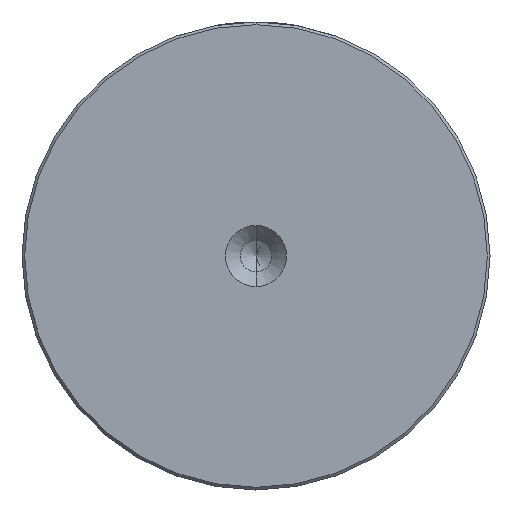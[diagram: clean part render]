
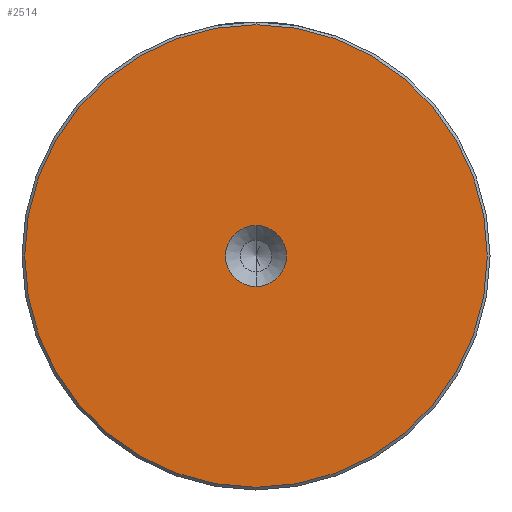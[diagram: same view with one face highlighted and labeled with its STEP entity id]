
A CAD part, left-side view. The second image highlights one B-rep face of the part: STEP entity #2514.
In plain terms, the highlighted planar face has unit normal (-1, 0, 0).
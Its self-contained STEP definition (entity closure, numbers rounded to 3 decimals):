
#56 = PLANE ( 'NONE',  #1822 ) ;
#108 = CIRCLE ( 'NONE', #715, 42.5 ) ;
#133 = AXIS2_PLACEMENT_3D ( 'NONE', #1039, #2463, #1247 ) ;
#191 = CIRCLE ( 'NONE', #133, 5.6 ) ;
#235 = EDGE_CURVE ( 'NONE', #1572, #880, #2608, .T. ) ;
#237 = ORIENTED_EDGE ( 'NONE', *, *, #1766, .T. ) ;
#318 = AXIS2_PLACEMENT_3D ( 'NONE', #857, #2301, #1085 ) ;
#359 = DIRECTION ( 'NONE',  ( 0., 0., 1. ) ) ;
#373 = DIRECTION ( 'NONE',  ( -1., 0., 0. ) ) ;
#385 = CARTESIAN_POINT ( 'NONE',  ( 0., 0., 0. ) ) ;
#415 = EDGE_LOOP ( 'NONE', ( #931, #237 ) ) ;
#476 = EDGE_LOOP ( 'NONE', ( #1430, #1709 ) ) ;
#498 = DIRECTION ( 'NONE',  ( 0., 0., 1. ) ) ;
#567 = CARTESIAN_POINT ( 'NONE',  ( 0., 0., 5.6 ) ) ;
#700 = VERTEX_POINT ( 'NONE', #1398 ) ;
#715 = AXIS2_PLACEMENT_3D ( 'NONE', #834, #2276, #1060 ) ;
#834 = CARTESIAN_POINT ( 'NONE',  ( 0., 0., 0. ) ) ;
#857 = CARTESIAN_POINT ( 'NONE',  ( 0., 0., 0. ) ) ;
#880 = VERTEX_POINT ( 'NONE', #567 ) ;
#931 = ORIENTED_EDGE ( 'NONE', *, *, #2175, .T. ) ;
#1039 = CARTESIAN_POINT ( 'NONE',  ( 0., 0., 0. ) ) ;
#1045 = CIRCLE ( 'NONE', #318, 42.5 ) ;
#1060 = DIRECTION ( 'NONE',  ( 0., 0., 1. ) ) ;
#1085 = DIRECTION ( 'NONE',  ( 0., 0., 1. ) ) ;
#1127 = FACE_BOUND ( 'NONE', #476, .T. ) ;
#1247 = DIRECTION ( 'NONE',  ( 0., 0., 1. ) ) ;
#1398 = CARTESIAN_POINT ( 'NONE',  ( 0., 0., -42.5 ) ) ;
#1430 = ORIENTED_EDGE ( 'NONE', *, *, #1727, .F. ) ;
#1562 = CARTESIAN_POINT ( 'NONE',  ( 0., 0., 0. ) ) ;
#1572 = VERTEX_POINT ( 'NONE', #2397 ) ;
#1709 = ORIENTED_EDGE ( 'NONE', *, *, #235, .F. ) ;
#1727 = EDGE_CURVE ( 'NONE', #880, #1572, #191, .T. ) ;
#1766 = EDGE_CURVE ( 'NONE', #1904, #700, #108, .T. ) ;
#1776 = DIRECTION ( 'NONE',  ( -1., 0., 0. ) ) ;
#1790 = CARTESIAN_POINT ( 'NONE',  ( 0., 0., 42.5 ) ) ;
#1822 = AXIS2_PLACEMENT_3D ( 'NONE', #1562, #1776, #498 ) ;
#1904 = VERTEX_POINT ( 'NONE', #1790 ) ;
#2124 = AXIS2_PLACEMENT_3D ( 'NONE', #385, #373, #359 ) ;
#2175 = EDGE_CURVE ( 'NONE', #700, #1904, #1045, .T. ) ;
#2276 = DIRECTION ( 'NONE',  ( -1., 0., 0. ) ) ;
#2301 = DIRECTION ( 'NONE',  ( -1., 0., 0. ) ) ;
#2397 = CARTESIAN_POINT ( 'NONE',  ( 0., 0., -5.6 ) ) ;
#2463 = DIRECTION ( 'NONE',  ( -1., 0., 0. ) ) ;
#2514 = ADVANCED_FACE ( 'NONE', ( #2692, #1127 ), #56, .T. ) ;
#2608 = CIRCLE ( 'NONE', #2124, 5.6 ) ;
#2692 = FACE_OUTER_BOUND ( 'NONE', #415, .T. ) ;
